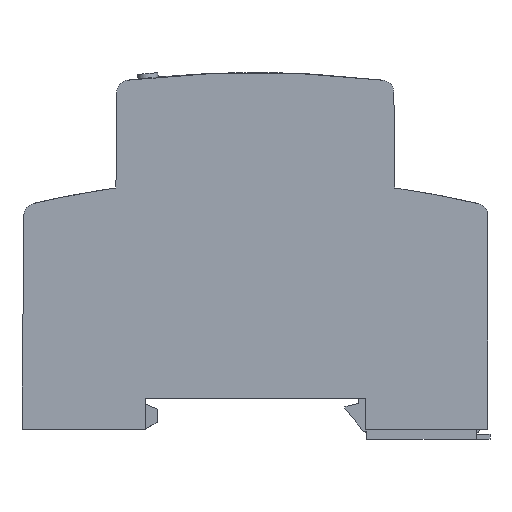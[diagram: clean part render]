
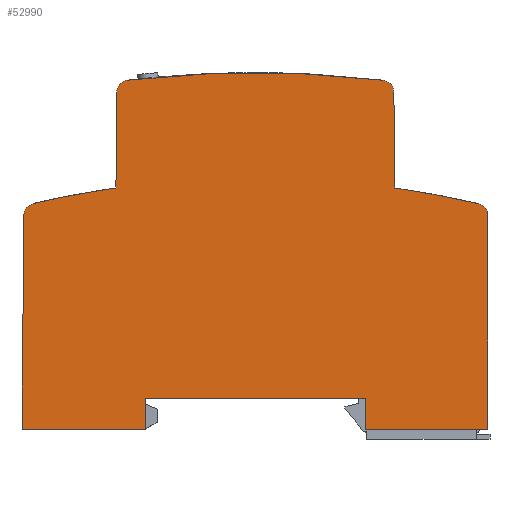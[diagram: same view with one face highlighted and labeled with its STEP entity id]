
A CAD part, left-side view. The second image highlights one B-rep face of the part: STEP entity #52990.
In plain terms, the highlighted face is planar.
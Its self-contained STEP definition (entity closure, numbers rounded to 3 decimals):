
#7400=CARTESIAN_POINT('',(106.975,16.056,-65.25));
#7410=VERTEX_POINT('',#7400);
#7440=CARTESIAN_POINT('',(45.021,16.056,-65.25));
#7450=DIRECTION('',(1.,0.,0.));
#7460=VECTOR('',#7450,1.);
#7470=LINE('',#7440,#7460);
#7480=CARTESIAN_POINT('',(87.091,16.056,-65.25));
#7490=VERTEX_POINT('',#7480);
#7500=EDGE_CURVE('',#7490,#7410,#7470,.T.);
#17930=CARTESIAN_POINT('',(91.825,54.948,-65.25));
#17940=VERTEX_POINT('',#17930);
#18090=CARTESIAN_POINT('',(91.69,70.373,-65.25));
#18100=VERTEX_POINT('',#18090);
#18130=CARTESIAN_POINT('',(91.822,55.264,-65.25));
#18140=DIRECTION('',(-0.009,1.,
0.));
#18150=VECTOR('',#18140,1.);
#18160=LINE('',#18130,#18150);
#18170=EDGE_CURVE('',#17940,#18100,#18160,.T.);
#22970=CARTESIAN_POINT('',(45.021,21.056,-65.25));
#22980=DIRECTION('',(1.,0.,0.));
#22990=VECTOR('',#22980,1.);
#23000=LINE('',#22970,#22990);
#23010=CARTESIAN_POINT('',(51.591,21.056,-65.25));
#23020=VERTEX_POINT('',#23010);
#23030=CARTESIAN_POINT('',(87.091,21.056,-65.25));
#23040=VERTEX_POINT('',#23030);
#23050=EDGE_CURVE('',#23020,#23040,#23000,.T.);
#25650=CARTESIAN_POINT('',(87.091,55.264,-65.25));
#25660=DIRECTION('',(0.,-1.,0.));
#25670=VECTOR('',#25660,1.);
#25680=LINE('',#25650,#25670);
#25690=EDGE_CURVE('',#23040,#7490,#25680,.T.);
#32660=CARTESIAN_POINT('',(45.021,16.056,-65.25));
#32670=DIRECTION('',(1.,0.,0.));
#32680=VECTOR('',#32670,1.);
#32690=LINE('',#32660,#32680);
#32700=CARTESIAN_POINT('',(31.841,16.056,
-65.25));
#32710=VERTEX_POINT('',#32700);
#32720=CARTESIAN_POINT('',(51.591,16.056,-65.25));
#32730=VERTEX_POINT('',#32720);
#32740=EDGE_CURVE('',#32710,#32730,#32690,.T.);
#44510=CARTESIAN_POINT('',(51.591,55.264,-65.25));
#44520=DIRECTION('',(0.,-1.,0.));
#44530=VECTOR('',#44520,1.);
#44540=LINE('',#44510,#44530);
#44550=EDGE_CURVE('',#23020,#32730,#44540,.T.);
#46340=CARTESIAN_POINT('',(31.841,55.264,
-65.25));
#46350=DIRECTION('',(0.,1.,0.));
#46360=VECTOR('',#46350,1.);
#46370=LINE('',#46340,#46360);
#46380=CARTESIAN_POINT('',(31.841,50.463,
-65.25));
#46390=VERTEX_POINT('',#46380);
#46400=EDGE_CURVE('',#32710,#46390,#46370,.T.);
#47080=CARTESIAN_POINT('',(33.841,50.463,
-65.25));
#47090=DIRECTION('',(0.,0.,-1.));
#47100=DIRECTION('',(-1.,0.,0.));
#47110=AXIS2_PLACEMENT_3D('',#47080,#47090,#47100);
#47120=CIRCLE('',#47110,2.);
#47130=CARTESIAN_POINT('',(33.386,52.411,
-65.25));
#47140=VERTEX_POINT('',#47130);
#47150=EDGE_CURVE('',#46390,#47140,#47120,.T.);
#47940=CARTESIAN_POINT('',(105.127,52.45,-65.25));
#47950=VERTEX_POINT('',#47940);
#47980=CARTESIAN_POINT('',(104.674,50.502,-65.25));
#47990=DIRECTION('',(0.,0.,-1.));
#48000=DIRECTION('',(-1.,0.,0.));
#48010=AXIS2_PLACEMENT_3D('',#47980,#47990,#48000);
#48020=CIRCLE('',#48010,2.);
#48030=CARTESIAN_POINT('',(106.674,50.52,-65.25));
#48040=VERTEX_POINT('',#48030);
#48050=EDGE_CURVE('',#47950,#48040,#48020,.T.);
#48550=CARTESIAN_POINT('',(106.633,55.264,-65.25));
#48560=DIRECTION('',(0.009,-1.,
0.));
#48570=VECTOR('',#48560,1.);
#48580=LINE('',#48550,#48570);
#48590=EDGE_CURVE('',#48040,#7410,#48580,.T.);
#52330=CARTESIAN_POINT('',(69.341,23.506,-65.25));
#52340=DIRECTION('',(0.,0.,-1.));
#52350=DIRECTION('',(-1.,0.,0.));
#52360=AXIS2_PLACEMENT_3D('',#52330,#52340,#52350);
#52370=PLANE('',#52360);
#52380=CARTESIAN_POINT('',(69.341,-101.444,-65.25));
#52390=DIRECTION('',(0.,0.,-1.));
#52400=DIRECTION('',(-1.,0.,0.));
#52410=AXIS2_PLACEMENT_3D('',#52380,#52390,#52400);
#52420=CIRCLE('',#52410,158.);
#52430=CARTESIAN_POINT('',(46.858,54.948,-65.25));
#52440=VERTEX_POINT('',#52430);
#52450=EDGE_CURVE('',#47140,#52440,#52420,.T.);
#52460=ORIENTED_EDGE('',*,*,#52450,.T.);
#52470=ORIENTED_EDGE('',*,*,#47150,.T.);
#52480=ORIENTED_EDGE('',*,*,#46400,.T.);
#52490=ORIENTED_EDGE('',*,*,#32740,.F.);
#52500=ORIENTED_EDGE('',*,*,#44550,.T.);
#52510=ORIENTED_EDGE('',*,*,#23050,.F.);
#52520=ORIENTED_EDGE('',*,*,#25690,.F.);
#52530=ORIENTED_EDGE('',*,*,#7500,.F.);
#52540=ORIENTED_EDGE('',*,*,#48590,.T.);
#52550=ORIENTED_EDGE('',*,*,#48050,.T.);
#52560=CARTESIAN_POINT('',(69.341,-101.444,-65.25));
#52570=DIRECTION('',(0.,0.,-1.));
#52580=DIRECTION('',(-1.,0.,0.));
#52590=AXIS2_PLACEMENT_3D('',#52560,#52570,#52580);
#52600=CIRCLE('',#52590,158.);
#52610=EDGE_CURVE('',#17940,#47950,#52600,.T.);
#52620=ORIENTED_EDGE('',*,*,#52610,.T.);
#52630=ORIENTED_EDGE('',*,*,#18170,.F.);
#52640=CARTESIAN_POINT('',(89.69,70.355,-65.25));
#52650=DIRECTION('',(0.,0.,1.));
#52660=DIRECTION('',(1.,0.,0.));
#52670=AXIS2_PLACEMENT_3D('',#52640,#52650,#52660);
#52680=CIRCLE('',#52670,2.);
#52690=CARTESIAN_POINT('',(89.926,72.341,-65.25));
#52700=VERTEX_POINT('',#52690);
#52710=EDGE_CURVE('',#18100,#52700,#52680,.T.);
#52720=ORIENTED_EDGE('',*,*,#52710,.F.);
#52730=CARTESIAN_POINT('',(69.341,-101.444,-65.25));
#52740=DIRECTION('',(0.,0.,-1.));
#52750=DIRECTION('',(-1.,0.,0.));
#52760=AXIS2_PLACEMENT_3D('',#52730,#52740,#52750);
#52770=CIRCLE('',#52760,175.);
#52780=CARTESIAN_POINT('',(48.757,72.341,-65.25));
#52790=VERTEX_POINT('',#52780);
#52800=EDGE_CURVE('',#52790,#52700,#52770,.T.);
#52810=ORIENTED_EDGE('',*,*,#52800,.T.);
#52820=CARTESIAN_POINT('',(48.992,70.355,-65.25));
#52830=DIRECTION('',(0.,0.,1.));
#52840=DIRECTION('',(1.,0.,0.));
#52850=AXIS2_PLACEMENT_3D('',#52820,#52830,#52840);
#52860=CIRCLE('',#52850,2.);
#52870=CARTESIAN_POINT('',(46.992,70.373,-65.25));
#52880=VERTEX_POINT('',#52870);
#52890=EDGE_CURVE('',#52790,#52880,#52860,.T.);
#52900=ORIENTED_EDGE('',*,*,#52890,.F.);
#52910=CARTESIAN_POINT('',(46.861,55.264,-65.25));
#52920=DIRECTION('',(-0.009,-1.,
0.));
#52930=VECTOR('',#52920,1.);
#52940=LINE('',#52910,#52930);
#52950=EDGE_CURVE('',#52880,#52440,#52940,.T.);
#52960=ORIENTED_EDGE('',*,*,#52950,.F.);
#52970=EDGE_LOOP('',(#52960,#52900,#52810,#52720,#52630,#52620,#52550,
#52540,#52530,#52520,#52510,#52500,#52490,#52480,#52470,#52460));
#52980=FACE_OUTER_BOUND('',#52970,.T.);
#52990=ADVANCED_FACE('',(#52980),#52370,.T.);
